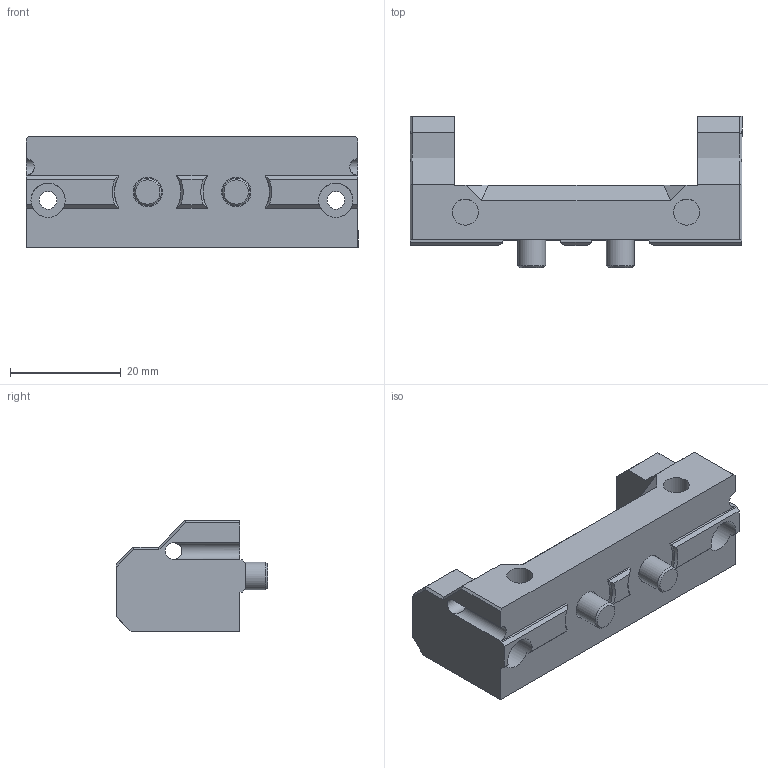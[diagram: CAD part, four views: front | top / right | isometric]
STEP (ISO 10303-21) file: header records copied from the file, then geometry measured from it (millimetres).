
FILE_DESCRIPTION(/* description */ (''),/* implementation_level */ '2;1');
FILE_NAME(/* name */ 'Top.step',/* time_stamp */ '2025-04-25T21:58:33+03:00',/* author */ (''),/* organization */ (''),/* preprocessor_version */ 'ST-DEVELOPER v20.1',/* originating_system */ 'Autodesk Translation Framework v14.4.0.0',/* authorisation */ '');
FILE_SCHEMA (('AUTOMOTIVE_DESIGN { 1 0 10303 214 3 1 1 }'));
Length unit declared in the file: millimetre
Products named in the file (3): Top; Hardware (1) (1) (1); M5x10 BHCS (1) (2) (1)
Assembly tree (3 placements, depth 3):
  Top
    Hardware (1) (1) (1)
      M5x10 BHCS (1) (2) (1)  x2
Bounding box: 60 x 27.33 x 20 mm (x, y, z)
Volume: 13124.1 mm3; surface area: 6990.1 mm2
Topology: 3 solids, 3 shells, 123 faces, 304 edges, 194 vertices
Faces by surface type: plane 89, cylinder 22, cone 8, sphere 2, bspline 2
Full cylindrical faces by diameter (mm): 3 x2, 3.2 x2, 4.7 x2, 5 x2, 5.3 x2, 6.2 x2, 9.5 x2, 10.3 x2
Entity records: 3324 total; most frequent: CARTESIAN_POINT 682, DIRECTION 534, ORIENTED_EDGE 524, EDGE_CURVE 262, LINE 184, VECTOR 184, AXIS2_PLACEMENT_3D 175, VERTEX_POINT 169
